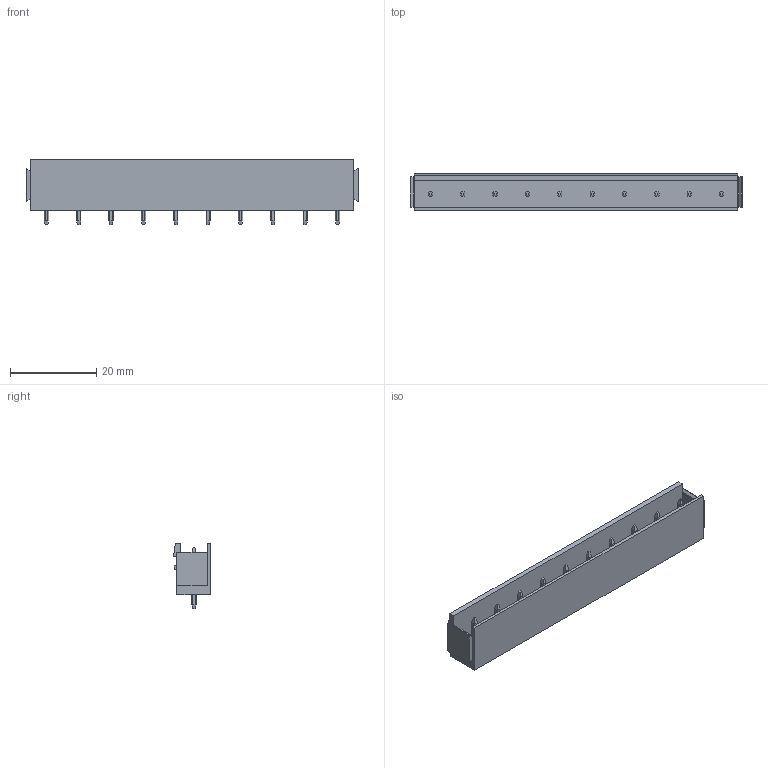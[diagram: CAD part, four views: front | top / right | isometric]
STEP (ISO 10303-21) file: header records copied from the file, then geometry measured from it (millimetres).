
FILE_DESCRIPTION(('CATIA V5 STEP Exchange','CAx-IF Rec.Pracs.--- Model Styling and Organization---1.2---2011-12-15'),'2;1');
FILE_NAME ('D1453840_0_1629210000_1629210000.stp','2018-10-29T05:34:28+00:00',('none'),('Weidmueller'),'CATIA Version 5-6 Release 2014','CATIA V5 STEP AP214','none');
FILE_SCHEMA(('AUTOMOTIVE_DESIGN { 1 0 10303 214 1 1 1 1 }'));
Length unit declared in the file: millimetre
Products named in the file (1): 1629210000
Bounding box: 77 x 8.5 x 15.2 mm (x, y, z)
Volume: 3412.8 mm3; surface area: 5341.3 mm2
Topology: 11 solids, 11 shells, 307 faces, 843 edges, 558 vertices
Faces by surface type: plane 225, cylinder 82
Entity records: 8935 total; most frequent: CARTESIAN_POINT 2124, ORIENTED_EDGE 1686, DIRECTION 927, EDGE_CURVE 843, VERTEX_POINT 558, VECTOR 515, LINE 515, EDGE_LOOP 327
